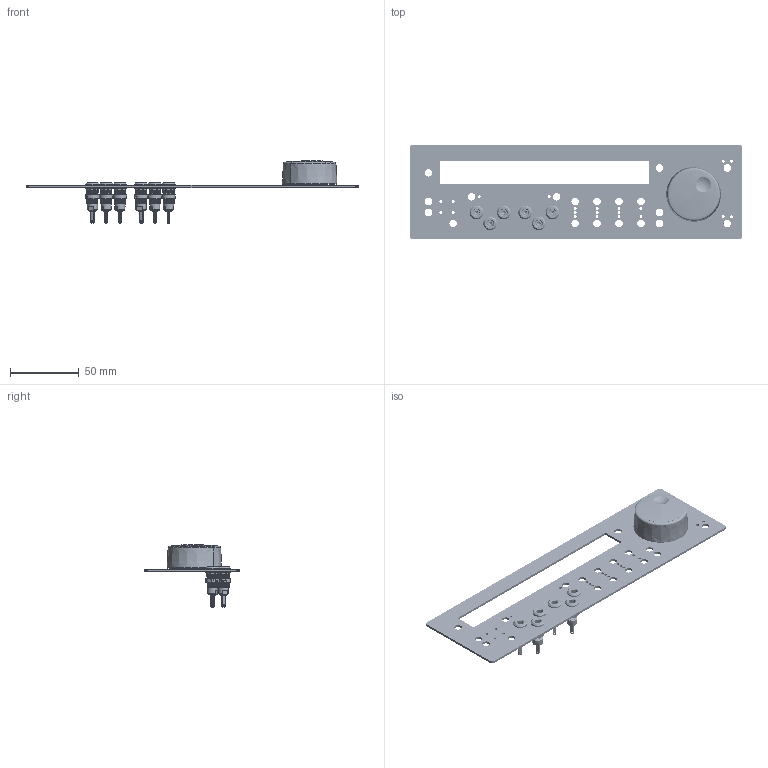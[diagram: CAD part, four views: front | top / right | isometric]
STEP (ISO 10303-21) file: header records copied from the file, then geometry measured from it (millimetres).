
FILE_DESCRIPTION(('Open CASCADE Model'),'2;1');
FILE_NAME('Open CASCADE Shape Model','2025-08-28T13:01:37',('Author'),( 'Open CASCADE'),'Open CASCADE STEP processor 7.5','Open CASCADE 7.5' ,'Unknown');
FILE_SCHEMA(('AUTOMOTIVE_DESIGN { 1 0 10303 214 1 1 1 1 }'));
Length unit declared in the file: millimetre
Products named in the file (10): PCB; Board; Open CASCADE STEP translator 7.5 8.1.1; Free-Models; FCR7360R; FCR7360L; FCR7360Y; okw00010544beach; 00007394 - Knopfkörper geschloßen ø40-6_Default; 00007403 - Deckel mit Mulde für ø40_Default
Assembly tree (12 placements, depth 4):
  PCB
    Board
      Open CASCADE STEP translator 7.5 8.1.1
    Free-Models
      FCR7360R  x2
      FCR7360L  x2
      FCR7360Y  x2
      okw00010544beach
        00007394 - Knopfkörper geschloßen ø40-6_Default
        00007403 - Deckel mit Mulde für ø40_Default
Bounding box: 242.25 x 69.25 x 45.74 mm (x, y, z)
Volume: 37803.8 mm3; surface area: 50645.7 mm2
Topology: 15 solids, 15 shells, 1372 faces, 3813 edges, 2455 vertices
Faces by surface type: plane 549, cylinder 468, cone 153, bspline 102, torus 94, sphere 6
Full cylindrical faces by diameter (mm): 1.2 x12, 2.05 x6, 2.1 x21, 2.95 x6, 3.7 x6, 5.5 x19, 7.5 x6, 8 x85, 8.2 x6, 8.6 x6, 10 x12, 10.3 x6
Entity records: 54948 total; most frequent: CARTESIAN_POINT 30248, ORIENTED_EDGE 4608, DIRECTION 4006, EDGE_CURVE 2304, AXIS2_PLACEMENT_3D 1526, VERTEX_POINT 1486, FACE_BOUND 1004, EDGE_LOOP 1004
